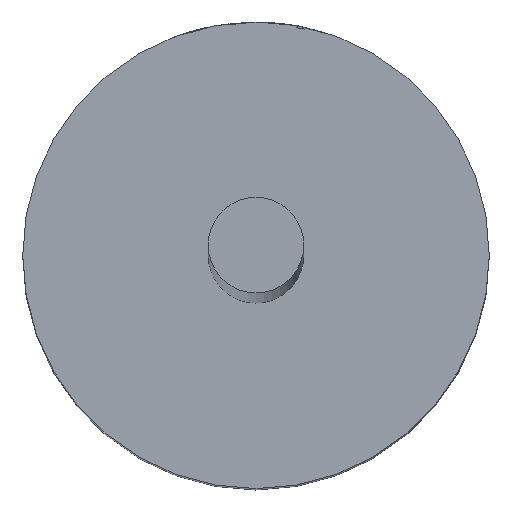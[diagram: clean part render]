
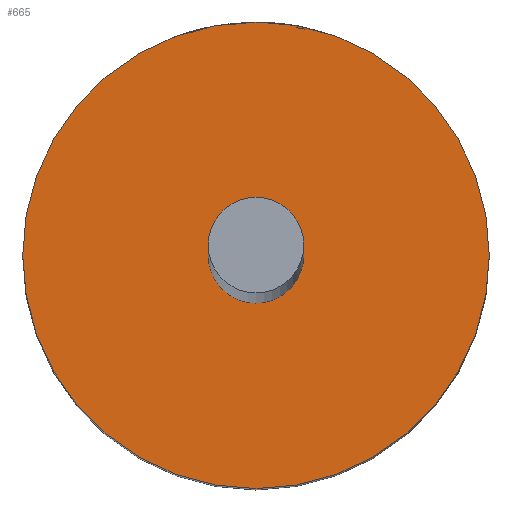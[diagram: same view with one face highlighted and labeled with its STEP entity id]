
A CAD part, top view. The second image highlights one B-rep face of the part: STEP entity #665.
In plain terms, the highlighted planar face has unit normal (0, 0, 1).
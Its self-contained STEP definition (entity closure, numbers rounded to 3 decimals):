
#23 = CARTESIAN_POINT ( 'NONE',  ( 1.27, 0., 2.155 ) ) ;
#311 = DIRECTION ( 'NONE',  ( 0., 0., 1. ) ) ;
#316 = VERTEX_POINT ( 'NONE', #23 ) ;
#360 = AXIS2_PLACEMENT_3D ( 'NONE', #1880, #688, #1208 ) ;
#375 = AXIS2_PLACEMENT_3D ( 'NONE', #2605, #3076, #2556 ) ;
#377 = ORIENTED_EDGE ( 'NONE', *, *, #2816, .F. ) ;
#402 = EDGE_CURVE ( 'NONE', #2044, #316, #2106, .T. ) ;
#404 = DIRECTION ( 'NONE',  ( 0., 0., 1. ) ) ;
#411 = CIRCLE ( 'NONE', #1934, 0.26 ) ;
#576 = CARTESIAN_POINT ( 'NONE',  ( 0., 0., 2.155 ) ) ;
#665 = ADVANCED_FACE ( 'NONE', ( #2856, #1254 ), #927, .T. ) ;
#688 = DIRECTION ( 'NONE',  ( 0., 0., 1. ) ) ;
#803 = EDGE_CURVE ( 'NONE', #316, #2044, #3046, .T. ) ;
#884 = DIRECTION ( 'NONE',  ( 1., 0., 0. ) ) ;
#927 = PLANE ( 'NONE',  #360 ) ;
#1208 = DIRECTION ( 'NONE',  ( 1., 0., 0. ) ) ;
#1254 = FACE_OUTER_BOUND ( 'NONE', #1357, .T. ) ;
#1281 = DIRECTION ( 'NONE',  ( 1., 0., 0. ) ) ;
#1324 = EDGE_CURVE ( 'NONE', #1920, #2065, #411, .T. ) ;
#1357 = EDGE_LOOP ( 'NONE', ( #1744, #2570 ) ) ;
#1569 = AXIS2_PLACEMENT_3D ( 'NONE', #2823, #404, #3103 ) ;
#1623 = CIRCLE ( 'NONE', #3143, 0.26 ) ;
#1689 = CARTESIAN_POINT ( 'NONE',  ( -1.27, 0., 2.155 ) ) ;
#1744 = ORIENTED_EDGE ( 'NONE', *, *, #803, .T. ) ;
#1791 = DIRECTION ( 'NONE',  ( 0., 0., 1. ) ) ;
#1880 = CARTESIAN_POINT ( 'NONE',  ( 0., 0., 2.155 ) ) ;
#1920 = VERTEX_POINT ( 'NONE', #3068 ) ;
#1934 = AXIS2_PLACEMENT_3D ( 'NONE', #576, #311, #1281 ) ;
#2044 = VERTEX_POINT ( 'NONE', #1689 ) ;
#2065 = VERTEX_POINT ( 'NONE', #2690 ) ;
#2106 = CIRCLE ( 'NONE', #375, 1.27 ) ;
#2245 = EDGE_LOOP ( 'NONE', ( #377, #3016 ) ) ;
#2324 = CARTESIAN_POINT ( 'NONE',  ( 0., 0., 2.155 ) ) ;
#2556 = DIRECTION ( 'NONE',  ( 1., 0., 0. ) ) ;
#2570 = ORIENTED_EDGE ( 'NONE', *, *, #402, .T. ) ;
#2605 = CARTESIAN_POINT ( 'NONE',  ( 0., 0., 2.155 ) ) ;
#2690 = CARTESIAN_POINT ( 'NONE',  ( -0.26, 0., 2.155 ) ) ;
#2816 = EDGE_CURVE ( 'NONE', #2065, #1920, #1623, .T. ) ;
#2823 = CARTESIAN_POINT ( 'NONE',  ( 0., 0., 2.155 ) ) ;
#2856 = FACE_BOUND ( 'NONE', #2245, .T. ) ;
#3016 = ORIENTED_EDGE ( 'NONE', *, *, #1324, .F. ) ;
#3046 = CIRCLE ( 'NONE', #1569, 1.27 ) ;
#3068 = CARTESIAN_POINT ( 'NONE',  ( 0.26, 0., 2.155 ) ) ;
#3076 = DIRECTION ( 'NONE',  ( 0., 0., 1. ) ) ;
#3103 = DIRECTION ( 'NONE',  ( 1., 0., 0. ) ) ;
#3143 = AXIS2_PLACEMENT_3D ( 'NONE', #2324, #1791, #884 ) ;
